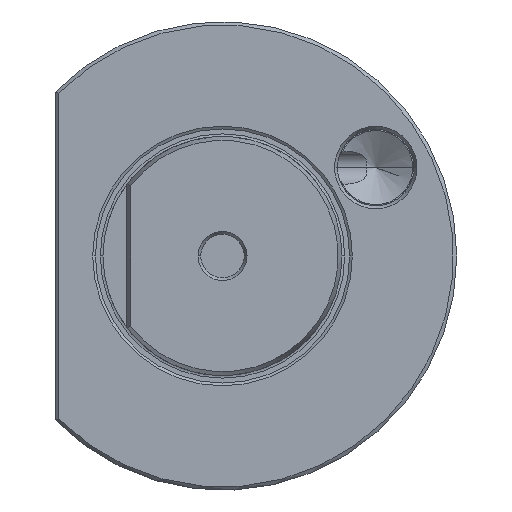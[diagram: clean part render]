
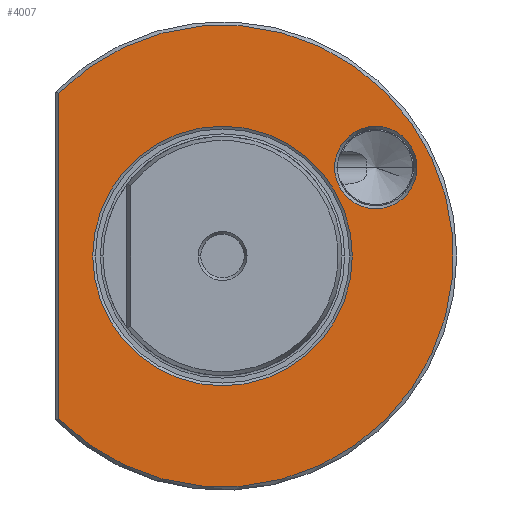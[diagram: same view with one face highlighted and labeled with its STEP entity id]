
A CAD part, left-side view. The second image highlights one B-rep face of the part: STEP entity #4007.
In plain terms, the highlighted planar face has unit normal (-1, 0, 0).
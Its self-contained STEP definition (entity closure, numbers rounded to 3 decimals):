
#63=CARTESIAN_POINT('',(-16.,34.3,-34.006));
#69=CARTESIAN_POINT('',(-16.,0.,0.));
#70=DIRECTION('',(-1.,0.,0.));
#71=DIRECTION('',(0.,0.71,-0.704));
#72=AXIS2_PLACEMENT_3D('',#69,#70,#71);
#78=CARTESIAN_POINT('',(-16.,34.3,34.006));
#85=CARTESIAN_POINT('',(-16.,-32.043,18.5));
#86=DIRECTION('',(1.,0.,0.));
#87=DIRECTION('',(0.,1.,0.));
#88=AXIS2_PLACEMENT_3D('',#85,#86,#87);
#90=CARTESIAN_POINT('',(-16.,-32.043,18.5));
#91=DIRECTION('',(1.,0.,0.));
#92=DIRECTION('',(0.,-1.,0.));
#93=AXIS2_PLACEMENT_3D('',#90,#91,#92);
#95=DIRECTION('',(0.,0.,-1.));
#96=VECTOR('',#95,68.012);
#97=CARTESIAN_POINT('',(-16.,34.3,34.006));
#98=LINE('',#97,#96);
#107=CARTESIAN_POINT('',(-16.,0.,0.));
#108=DIRECTION('',(-1.,0.,0.));
#109=DIRECTION('',(0.,1.,0.));
#110=AXIS2_PLACEMENT_3D('',#107,#108,#109);
#112=CARTESIAN_POINT('',(-16.,0.,0.));
#113=DIRECTION('',(1.,0.,0.));
#114=DIRECTION('',(0.,1.,0.));
#115=AXIS2_PLACEMENT_3D('',#112,#113,#114);
#3309=CARTESIAN_POINT('',(-16.,27.15,0.));
#3311=VERTEX_POINT('',#3309);
#3323=CARTESIAN_POINT('',(-16.,-27.15,0.));
#3325=VERTEX_POINT('',#3323);
#3343=CARTESIAN_POINT('',(-16.,-23.427,18.5));
#3344=CARTESIAN_POINT('',(-16.,-40.659,18.5));
#3345=VERTEX_POINT('',#3343);
#3346=VERTEX_POINT('',#3344);
#3455=VERTEX_POINT('',#63);
#3459=VERTEX_POINT('',#78);
#3986=CARTESIAN_POINT('',(-16.,0.,0.));
#3987=DIRECTION('',(1.,0.,0.));
#3988=DIRECTION('',(0.,-1.,0.));
#3989=AXIS2_PLACEMENT_3D('',#3986,#3987,#3988);
#3990=PLANE('',#3989);
#3991=ORIENTED_EDGE('',*,*,#3968,.F.);
#3992=ORIENTED_EDGE('',*,*,#3979,.F.);
#3993=EDGE_LOOP('',(#3991,#3992));
#3994=FACE_OUTER_BOUND('',#3993,.F.);
#3996=ORIENTED_EDGE('',*,*,#3995,.F.);
#3998=ORIENTED_EDGE('',*,*,#3997,.F.);
#3999=EDGE_LOOP('',(#3996,#3998));
#4000=FACE_BOUND('',#3999,.F.);
#4002=ORIENTED_EDGE('',*,*,#4001,.T.);
#4004=ORIENTED_EDGE('',*,*,#4003,.F.);
#4005=EDGE_LOOP('',(#4002,#4004));
#4006=FACE_BOUND('',#4005,.F.);
#4007=ADVANCED_FACE('',(#3994,#4000,#4006),#3990,.F.);
#73=CIRCLE('',#72,48.3);
#89=CIRCLE('',#88,8.616);
#94=CIRCLE('',#93,8.616);
#111=CIRCLE('',#110,27.15);
#116=CIRCLE('',#115,27.15);
#3968=EDGE_CURVE('',#3459,#3455,#98,.T.);
#3979=EDGE_CURVE('',#3455,#3459,#73,.T.);
#3995=EDGE_CURVE('',#3345,#3346,#89,.T.);
#3997=EDGE_CURVE('',#3346,#3345,#94,.T.);
#4001=EDGE_CURVE('',#3311,#3325,#111,.T.);
#4003=EDGE_CURVE('',#3311,#3325,#116,.T.);
